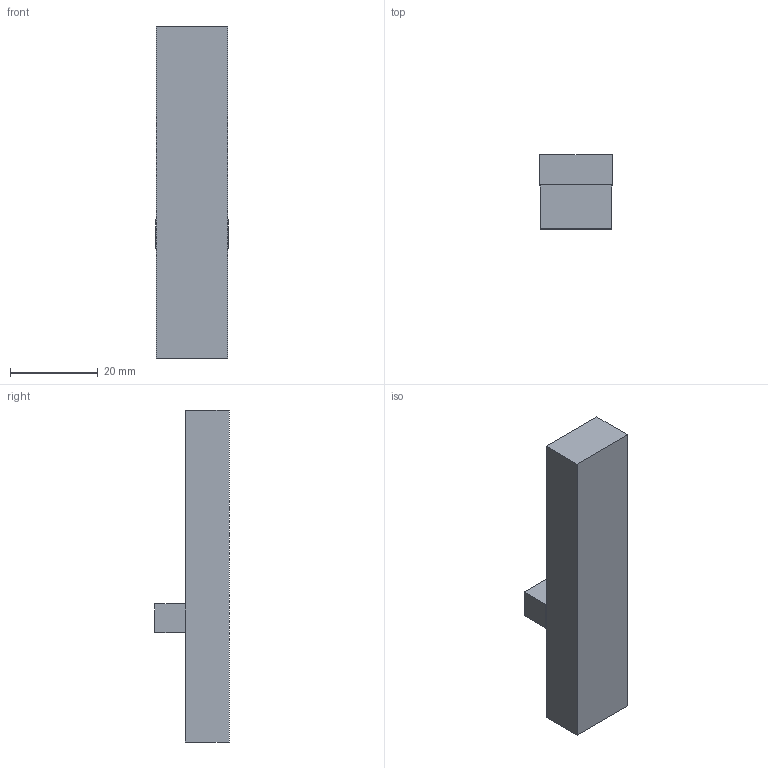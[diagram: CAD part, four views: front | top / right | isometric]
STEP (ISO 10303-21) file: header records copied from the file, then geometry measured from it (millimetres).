
FILE_DESCRIPTION (( 'STEP AP203' ), '1' );
FILE_NAME ('two-stepped.STEP', '2014-03-05T17:17:49', ( 'stan' ), ( '' ), 'SwSTEP 2.0', 'SolidWorks 2012', '' );
FILE_SCHEMA (( 'CONFIG_CONTROL_DESIGN' ));
Length unit declared in the file: millimetre
Products named in the file (1): two-stepped
Bounding box: 16.44 x 17 x 75.8 mm (x, y, z)
Volume: 13171 mm3; surface area: 4649.5 mm2
Topology: 1 solids, 1 shells, 14 faces, 32 edges, 20 vertices
Faces by surface type: plane 14
Entity records: 461 total; most frequent: CARTESIAN_POINT 67, ORIENTED_EDGE 64, DIRECTION 62, EDGE_CURVE 32, VECTOR 32, LINE 32, VERTEX_POINT 20, AXIS2_PLACEMENT_3D 15
